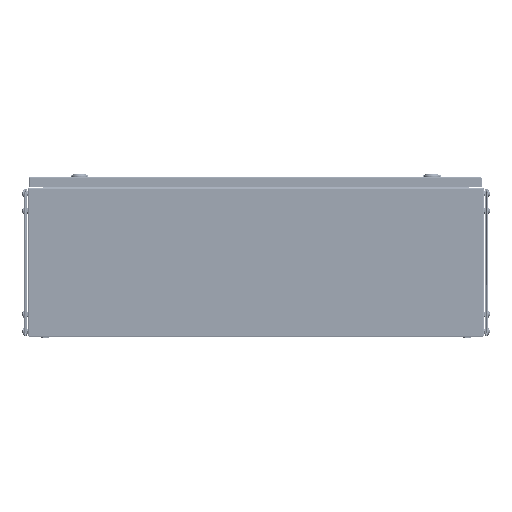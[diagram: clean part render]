
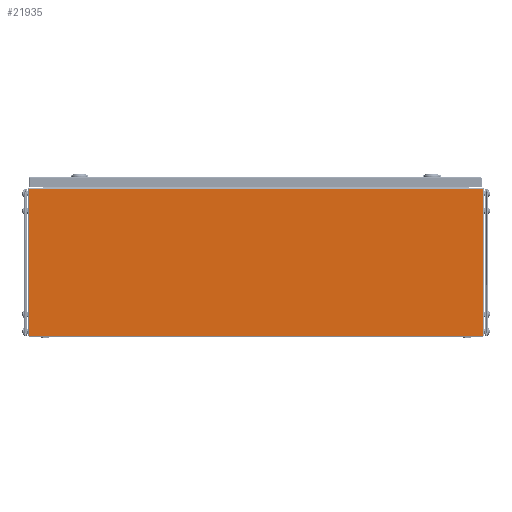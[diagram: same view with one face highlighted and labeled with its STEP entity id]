
A CAD part, left-side view. The second image highlights one B-rep face of the part: STEP entity #21935.
In plain terms, the highlighted planar face has unit normal (-1, 0, 0).
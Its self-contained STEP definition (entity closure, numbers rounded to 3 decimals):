
#15 = CARTESIAN_POINT ( 'NONE',  ( -200., 395.5, 257.5 ) ) ;
#1670 = LINE ( 'NONE', #7418, #39330 ) ;
#3002 = EDGE_LOOP ( 'NONE', ( #47609, #11822, #13844, #44625 ) ) ;
#3203 = FACE_OUTER_BOUND ( 'NONE', #3002, .T. ) ;
#7418 = CARTESIAN_POINT ( 'NONE',  ( -200., -395.5, 257.5 ) ) ;
#7852 = DIRECTION ( 'NONE',  ( 0., 0., -1. ) ) ;
#11373 = LINE ( 'NONE', #23702, #64733 ) ;
#11822 = ORIENTED_EDGE ( 'NONE', *, *, #58458, .T. ) ;
#13844 = ORIENTED_EDGE ( 'NONE', *, *, #55086, .F. ) ;
#14078 = CARTESIAN_POINT ( 'NONE',  ( -200., 395.5, 1. ) ) ;
#17541 = DIRECTION ( 'NONE',  ( 0., 0., 1. ) ) ;
#17594 = EDGE_CURVE ( 'NONE', #85835, #70491, #11373, .T. ) ;
#19149 = EDGE_CURVE ( 'NONE', #70491, #40119, #1670, .T. ) ;
#21935 = ADVANCED_FACE ( 'NONE', ( #3203 ), #77501, .F. ) ;
#22096 = CARTESIAN_POINT ( 'NONE',  ( -200., 395.5, 1. ) ) ;
#23702 = CARTESIAN_POINT ( 'NONE',  ( -200., -395.5, 0. ) ) ;
#28532 = VECTOR ( 'NONE', #7852, 1000. ) ;
#30884 = VERTEX_POINT ( 'NONE', #22096 ) ;
#31439 = CARTESIAN_POINT ( 'NONE',  ( -200., -395.5, 1. ) ) ;
#39330 = VECTOR ( 'NONE', #82138, 1000. ) ;
#40119 = VERTEX_POINT ( 'NONE', #15 ) ;
#41229 = CARTESIAN_POINT ( 'NONE',  ( -200., 395.5, 0. ) ) ;
#44625 = ORIENTED_EDGE ( 'NONE', *, *, #17594, .T. ) ;
#47609 = ORIENTED_EDGE ( 'NONE', *, *, #19149, .T. ) ;
#55086 = EDGE_CURVE ( 'NONE', #85835, #30884, #61517, .T. ) ;
#56823 = CARTESIAN_POINT ( 'NONE',  ( -200., 0., 0. ) ) ;
#58458 = EDGE_CURVE ( 'NONE', #40119, #30884, #74697, .T. ) ;
#61517 = LINE ( 'NONE', #14078, #71174 ) ;
#64539 = CARTESIAN_POINT ( 'NONE',  ( -200., -395.5, 257.5 ) ) ;
#64724 = DIRECTION ( 'NONE',  ( 0., 0., -1. ) ) ;
#64733 = VECTOR ( 'NONE', #17541, 1000. ) ;
#70491 = VERTEX_POINT ( 'NONE', #64539 ) ;
#71174 = VECTOR ( 'NONE', #73434, 1000. ) ;
#73434 = DIRECTION ( 'NONE',  ( 0., 1., 0. ) ) ;
#74697 = LINE ( 'NONE', #41229, #28532 ) ;
#76160 = AXIS2_PLACEMENT_3D ( 'NONE', #56823, #83670, #64724 ) ;
#77501 = PLANE ( 'NONE',  #76160 ) ;
#82138 = DIRECTION ( 'NONE',  ( 0., 1., 0. ) ) ;
#83670 = DIRECTION ( 'NONE',  ( 1., 0., 0. ) ) ;
#85835 = VERTEX_POINT ( 'NONE', #31439 ) ;
